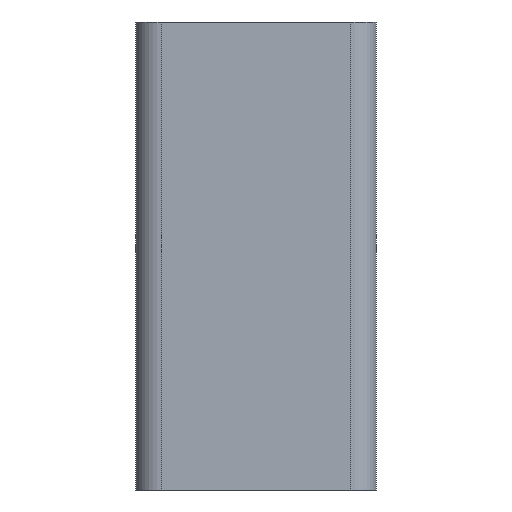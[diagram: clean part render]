
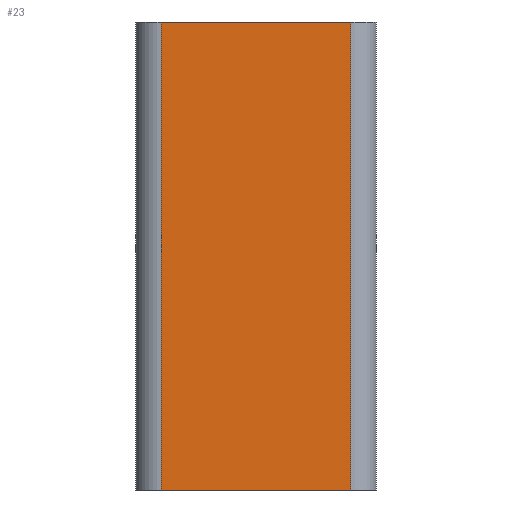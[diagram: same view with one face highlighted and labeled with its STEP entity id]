
A CAD part, front view. The second image highlights one B-rep face of the part: STEP entity #23.
In plain terms, the highlighted planar face has unit normal (0, -1, 0).
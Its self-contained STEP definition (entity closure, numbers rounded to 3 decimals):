
#4 = ORIENTED_EDGE ( 'NONE', *, *, #338, .T. ) ;
#17 = DIRECTION ( 'NONE',  ( 0., 0., 1. ) ) ;
#21 = AXIS2_PLACEMENT_3D ( 'NONE', #480, #377, #179 ) ;
#23 = ADVANCED_FACE ( 'NONE', ( #168 ), #64, .F. ) ;
#30 = VECTOR ( 'NONE', #339, 1000. ) ;
#35 = DIRECTION ( 'NONE',  ( 1., 0., 0. ) ) ;
#46 = CARTESIAN_POINT ( 'NONE',  ( -81.2, -84.15, 0. ) ) ;
#64 = PLANE ( 'NONE',  #21 ) ;
#89 = ORIENTED_EDGE ( 'NONE', *, *, #481, .T. ) ;
#120 = CARTESIAN_POINT ( 'NONE',  ( -81.2, -84.15, 401.5 ) ) ;
#148 = LINE ( 'NONE', #454, #30 ) ;
#168 = FACE_OUTER_BOUND ( 'NONE', #389, .T. ) ;
#179 = DIRECTION ( 'NONE',  ( 0., 0., 1. ) ) ;
#188 = EDGE_CURVE ( 'NONE', #391, #477, #337, .T. ) ;
#220 = VECTOR ( 'NONE', #17, 1000. ) ;
#233 = CARTESIAN_POINT ( 'NONE',  ( 81.2, -84.15, 401.5 ) ) ;
#234 = CARTESIAN_POINT ( 'NONE',  ( -81.2, -84.15, 401.5 ) ) ;
#240 = VERTEX_POINT ( 'NONE', #233 ) ;
#267 = EDGE_CURVE ( 'NONE', #292, #240, #148, .T. ) ;
#283 = LINE ( 'NONE', #120, #445 ) ;
#290 = LINE ( 'NONE', #490, #220 ) ;
#292 = VERTEX_POINT ( 'NONE', #234 ) ;
#300 = VECTOR ( 'NONE', #35, 1000. ) ;
#335 = CARTESIAN_POINT ( 'NONE',  ( 81.2, -84.15, 0. ) ) ;
#337 = LINE ( 'NONE', #502, #300 ) ;
#338 = EDGE_CURVE ( 'NONE', #292, #391, #283, .T. ) ;
#339 = DIRECTION ( 'NONE',  ( 1., 0., 0. ) ) ;
#377 = DIRECTION ( 'NONE',  ( 0., 1., 0. ) ) ;
#389 = EDGE_LOOP ( 'NONE', ( #475, #4, #417, #89 ) ) ;
#391 = VERTEX_POINT ( 'NONE', #46 ) ;
#398 = DIRECTION ( 'NONE',  ( 0., 0., -1. ) ) ;
#417 = ORIENTED_EDGE ( 'NONE', *, *, #188, .T. ) ;
#445 = VECTOR ( 'NONE', #398, 1000. ) ;
#454 = CARTESIAN_POINT ( 'NONE',  ( -103.2, -84.15, 401.5 ) ) ;
#475 = ORIENTED_EDGE ( 'NONE', *, *, #267, .F. ) ;
#477 = VERTEX_POINT ( 'NONE', #335 ) ;
#480 = CARTESIAN_POINT ( 'NONE',  ( -103.2, -84.15, 401.5 ) ) ;
#481 = EDGE_CURVE ( 'NONE', #477, #240, #290, .T. ) ;
#490 = CARTESIAN_POINT ( 'NONE',  ( 81.2, -84.15, 401.5 ) ) ;
#502 = CARTESIAN_POINT ( 'NONE',  ( -103.2, -84.15, 0. ) ) ;
